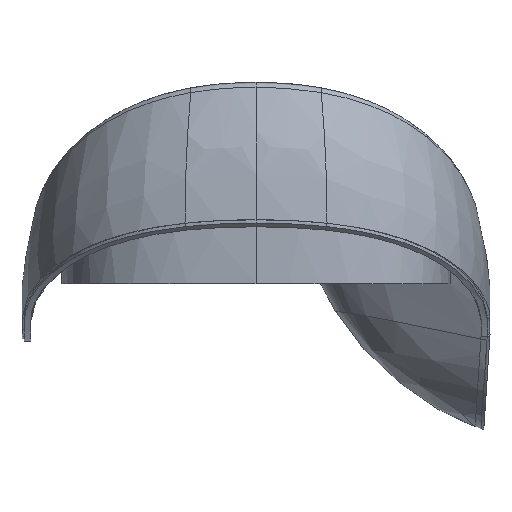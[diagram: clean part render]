
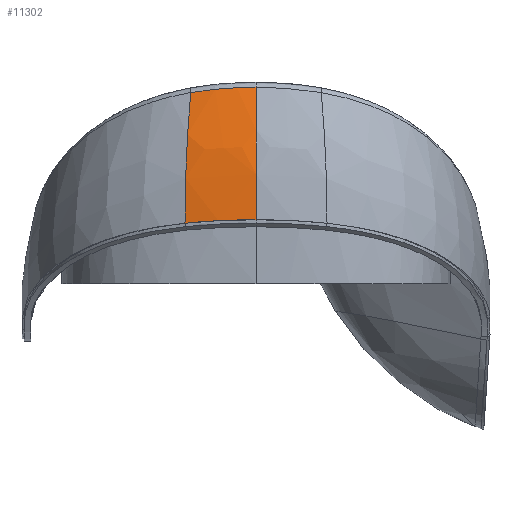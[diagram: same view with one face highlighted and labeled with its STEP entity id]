
A CAD part, left-side view. The second image highlights one B-rep face of the part: STEP entity #11302.
In plain terms, the highlighted free-form (B-spline) face has degree [3, 3] with [5, 7] control points.
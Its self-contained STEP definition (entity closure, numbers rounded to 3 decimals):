
#2965=CARTESIAN_POINT('',(-98.238,0.,
87.507));
#2973=CARTESIAN_POINT('',(-105.001,0.,
57.5));
#2980=CARTESIAN_POINT('',(-96.898,14.795,86.33));
#2981=CARTESIAN_POINT('',(-97.189,13.33,86.582));
#2982=CARTESIAN_POINT('',(-97.641,10.484,86.977));
#2983=CARTESIAN_POINT('',(-98.023,6.638,87.315));
#2984=CARTESIAN_POINT('',(-98.208,3.13,87.479));
#2985=CARTESIAN_POINT('',(-98.238,1.009,87.507));
#2986=CARTESIAN_POINT('',(-98.238,0.,
87.507));
#2988=CARTESIAN_POINT('',(-105.001,0.,
57.5));
#2989=CARTESIAN_POINT('',(-104.99,0.,
63.049));
#2990=CARTESIAN_POINT('',(-103.745,0.,
73.382));
#2991=CARTESIAN_POINT('',(-100.283,0.,
83.178));
#2992=CARTESIAN_POINT('',(-98.238,0.,
87.507));
#2994=CARTESIAN_POINT('',(-103.565,16.097,56.719));
#2995=CARTESIAN_POINT('',(-103.873,14.545,56.885));
#2996=CARTESIAN_POINT('',(-104.406,11.252,57.174));
#2997=CARTESIAN_POINT('',(-104.895,5.866,57.442));
#2998=CARTESIAN_POINT('',(-105.001,1.987,57.5));
#2999=CARTESIAN_POINT('',(-105.001,0.,
57.5));
#3001=CARTESIAN_POINT('',(-96.898,14.795,86.33));
#3002=CARTESIAN_POINT('',(-98.928,15.191,82.062));
#3003=CARTESIAN_POINT('',(-102.352,15.86,72.403));
#3004=CARTESIAN_POINT('',(-103.567,16.097,62.19));
#3005=CARTESIAN_POINT('',(-103.565,16.097,56.719));
#3494=VERTEX_POINT('',#2973);
#3496=VERTEX_POINT('',#2994);
#3562=VERTEX_POINT('',#2965);
#3564=VERTEX_POINT('',#2980);
#11258=CARTESIAN_POINT('',(-104.999,-0.208,
56.879));
#11259=CARTESIAN_POINT('',(-105.001,0.914,
56.88));
#11260=CARTESIAN_POINT('',(-104.969,3.453,
56.862));
#11261=CARTESIAN_POINT('',(-104.761,7.491,
56.748));
#11262=CARTESIAN_POINT('',(-104.301,11.923,
56.497));
#11263=CARTESIAN_POINT('',(-103.817,14.836,
56.234));
#11264=CARTESIAN_POINT('',(-103.521,16.303,
56.074));
#11265=CARTESIAN_POINT('',(-105.039,-0.208,
62.635));
#11266=CARTESIAN_POINT('',(-105.041,0.915,
62.636));
#11267=CARTESIAN_POINT('',(-105.009,3.454,
62.616));
#11268=CARTESIAN_POINT('',(-104.803,7.495,
62.489));
#11269=CARTESIAN_POINT('',(-104.348,11.929,
62.212));
#11270=CARTESIAN_POINT('',(-103.868,14.845,
61.925));
#11271=CARTESIAN_POINT('',(-103.574,16.313,
61.75));
#11272=CARTESIAN_POINT('',(-103.788,-0.206,
73.413));
#11273=CARTESIAN_POINT('',(-103.79,0.904,
73.414));
#11274=CARTESIAN_POINT('',(-103.759,3.411,
73.39));
#11275=CARTESIAN_POINT('',(-103.556,7.397,
73.24));
#11276=CARTESIAN_POINT('',(-103.111,11.763,
72.916));
#11277=CARTESIAN_POINT('',(-102.644,14.629,
72.584));
#11278=CARTESIAN_POINT('',(-102.359,16.072,
72.384));
#11279=CARTESIAN_POINT('',(-100.13,-0.199,
83.607));
#11280=CARTESIAN_POINT('',(-100.132,0.872,
83.609));
#11281=CARTESIAN_POINT('',(-100.1,3.286,
83.581));
#11282=CARTESIAN_POINT('',(-99.899,7.11,
83.403));
#11283=CARTESIAN_POINT('',(-99.467,11.276,
83.027));
#11284=CARTESIAN_POINT('',(-99.022,13.992,
82.645));
#11285=CARTESIAN_POINT('',(-98.752,15.356,
82.416));
#11286=CARTESIAN_POINT('',(-97.945,-0.194,
88.12));
#11287=CARTESIAN_POINT('',(-97.947,0.853,
88.122));
#11288=CARTESIAN_POINT('',(-97.915,3.212,
88.091));
#11289=CARTESIAN_POINT('',(-97.715,6.939,
87.899));
#11290=CARTESIAN_POINT('',(-97.291,10.984,
87.496));
#11291=CARTESIAN_POINT('',(-96.858,13.611,
87.089));
#11292=CARTESIAN_POINT('',(-96.597,14.929,
86.846));
#11293=B_SPLINE_SURFACE_WITH_KNOTS('',3,3,((#11258,#11259,#11260,#11261,#11262,
#11263,#11264),(#11265,#11266,#11267,#11268,#11269,#11270,#11271),(#11272,
#11273,#11274,#11275,#11276,#11277,#11278),(#11279,#11280,#11281,#11282,#11283,
#11284,#11285),(#11286,#11287,#11288,#11289,#11290,#11291,#11292)),
.UNSPECIFIED.,.F.,.F.,.F.,(4,1,4),(4,1,1,1,4),(-0.004,0.5,
0.939),(0.776,0.824,0.882,
0.941,1.003),.UNSPECIFIED.);
#11294=ORIENTED_EDGE('',*,*,#10843,.T.);
#11295=ORIENTED_EDGE('',*,*,#11253,.F.);
#11297=ORIENTED_EDGE('',*,*,#11296,.F.);
#11299=ORIENTED_EDGE('',*,*,#11298,.F.);
#11300=EDGE_LOOP('',(#11294,#11295,#11297,#11299));
#11301=FACE_OUTER_BOUND('',#11300,.F.);
#11302=ADVANCED_FACE('',(#11301),#11293,.T.);
#2987=B_SPLINE_CURVE_WITH_KNOTS('',3,(#2980,#2981,#2982,#2983,#2984,#2985,
#2986),.UNSPECIFIED.,.F.,.F.,(4,1,1,1,4),(0.,0.25,0.5,0.75,1.),
.UNSPECIFIED.);
#2993=B_SPLINE_CURVE_WITH_KNOTS('',3,(#2988,#2989,#2990,#2991,#2992),
.UNSPECIFIED.,.F.,.F.,(4,1,4),(0.,0.537,1.),.UNSPECIFIED.);
#3000=B_SPLINE_CURVE_WITH_KNOTS('',3,(#2994,#2995,#2996,#2997,#2998,#2999),
.UNSPECIFIED.,.F.,.F.,(4,1,1,4),(0.,0.333,0.667,1.),
.UNSPECIFIED.);
#3006=B_SPLINE_CURVE_WITH_KNOTS('',3,(#3001,#3002,#3003,#3004,#3005),
.UNSPECIFIED.,.F.,.F.,(4,1,4),(0.,0.464,1.),.UNSPECIFIED.);
#10843=EDGE_CURVE('',#3564,#3562,#2987,.T.);
#11253=EDGE_CURVE('',#3494,#3562,#2993,.T.);
#11296=EDGE_CURVE('',#3496,#3494,#3000,.T.);
#11298=EDGE_CURVE('',#3564,#3496,#3006,.T.);
